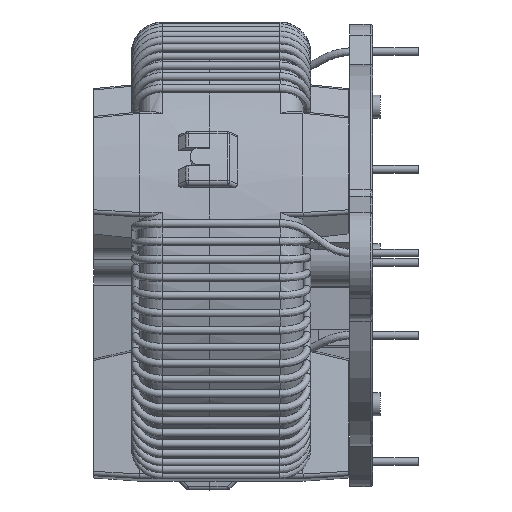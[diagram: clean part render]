
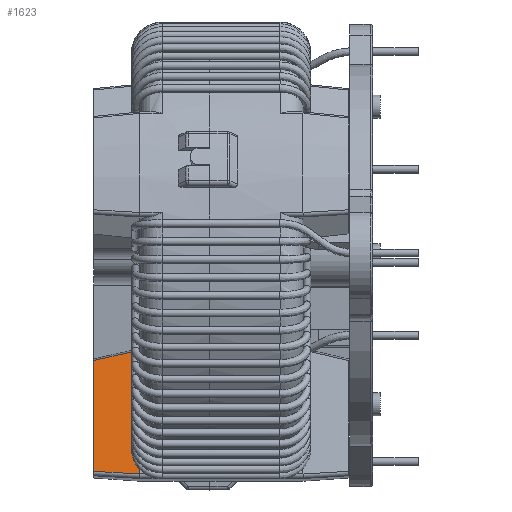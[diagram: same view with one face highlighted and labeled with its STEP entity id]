
A CAD part, left-side view. The second image highlights one B-rep face of the part: STEP entity #1623.
In plain terms, the highlighted face is planar.
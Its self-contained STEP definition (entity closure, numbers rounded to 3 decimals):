
#1623 = ADVANCED_FACE( '', ( #4064 ), #4065, .T. );
#4064 = FACE_OUTER_BOUND( '', #9469, .T. );
#4065 = PLANE( '', #9470 );
#9469 = EDGE_LOOP( '', ( #22736, #22737, #22738, #22739, #22740, #22741 ) );
#9470 = AXIS2_PLACEMENT_3D( '', #22742, #22743, #22744 );
#22736 = ORIENTED_EDGE( '', *, *, #31159, .F. );
#22737 = ORIENTED_EDGE( '', *, *, #31160, .F. );
#22738 = ORIENTED_EDGE( '', *, *, #31161, .T. );
#22739 = ORIENTED_EDGE( '', *, *, #31162, .F. );
#22740 = ORIENTED_EDGE( '', *, *, #30853, .F. );
#22741 = ORIENTED_EDGE( '', *, *, #30660, .F. );
#22742 = CARTESIAN_POINT( '', ( -20.895, 0., 20.895 ) );
#22743 = DIRECTION( '', ( -0.705, -0.07, -0.705 ) );
#22744 = DIRECTION( '', ( 0.707, 0., -0.707 ) );
#30660 = EDGE_CURVE( '', #34724, #34726, #34727, .T. );
#30853 = EDGE_CURVE( '', #34726, #33989, #35061, .T. );
#31159 = EDGE_CURVE( '', #35575, #34724, #35576, .F. );
#31160 = EDGE_CURVE( '', #35577, #35575, #35578, .T. );
#31161 = EDGE_CURVE( '', #35577, #35579, #35580, .T. );
#31162 = EDGE_CURVE( '', #33989, #35579, #35581, .T. );
#33989 = VERTEX_POINT( '', #39484 );
#34724 = VERTEX_POINT( '', #40578 );
#34726 = VERTEX_POINT( '', #40580 );
#34727 = LINE( '', #40581, #40582 );
#35061 = LINE( '', #41082, #41083 );
#35575 = VERTEX_POINT( '', #41902 );
#35576 = LINE( '', #41903, #41904 );
#35577 = VERTEX_POINT( '', #41905 );
#35578 = LINE( '', #41906, #41907 );
#35579 = VERTEX_POINT( '', #41908 );
#35580 = LINE( '', #41909, #41910 );
#35581 = LINE( '', #41911, #41912 );
#39484 = CARTESIAN_POINT( '', ( -8.894, 0., 8.894 ) );
#40578 = CARTESIAN_POINT( '', ( -19.939, -6., 20.532 ) );
#40580 = CARTESIAN_POINT( '', ( -9.532, -6., 10.126 ) );
#40581 = CARTESIAN_POINT( '', ( 0.297, -6., 0.297 ) );
#40582 = VECTOR( '', #48084, 1000. );
#41082 = CARTESIAN_POINT( '', ( -9.532, -6., 10.126 ) );
#41083 = VECTOR( '', #48346, 1000. );
#41902 = CARTESIAN_POINT( '', ( -20.539, 0., 20.539 ) );
#41903 = CARTESIAN_POINT( '', ( -20.257, -2.817, 20.536 ) );
#41904 = VECTOR( '', #48724, 1000. );
#41905 = CARTESIAN_POINT( '', ( -18.774, 0., 18.774 ) );
#41906 = CARTESIAN_POINT( '', ( -20.895, 0., 20.895 ) );
#41907 = VECTOR( '', #48725, 1000. );
#41908 = CARTESIAN_POINT( '', ( -12.198, 0., 12.198 ) );
#41909 = CARTESIAN_POINT( '', ( -18.774, 0., 18.774 ) );
#41910 = VECTOR( '', #48726, 1000. );
#41911 = CARTESIAN_POINT( '', ( -8.894, 0., 8.894 ) );
#41912 = VECTOR( '', #48727, 1000. );
#48084 = DIRECTION( '', ( 0.707, 0., -0.707 ) );
#48346 = DIRECTION( '', ( 0.104, 0.974, -0.2 ) );
#48724 = DIRECTION( '', ( -0.1, 0.995, 0.001 ) );
#48725 = DIRECTION( '', ( -0.707, 0., 0.707 ) );
#48726 = DIRECTION( '', ( 0.707, 0., -0.707 ) );
#48727 = DIRECTION( '', ( -0.707, 0., 0.707 ) );
